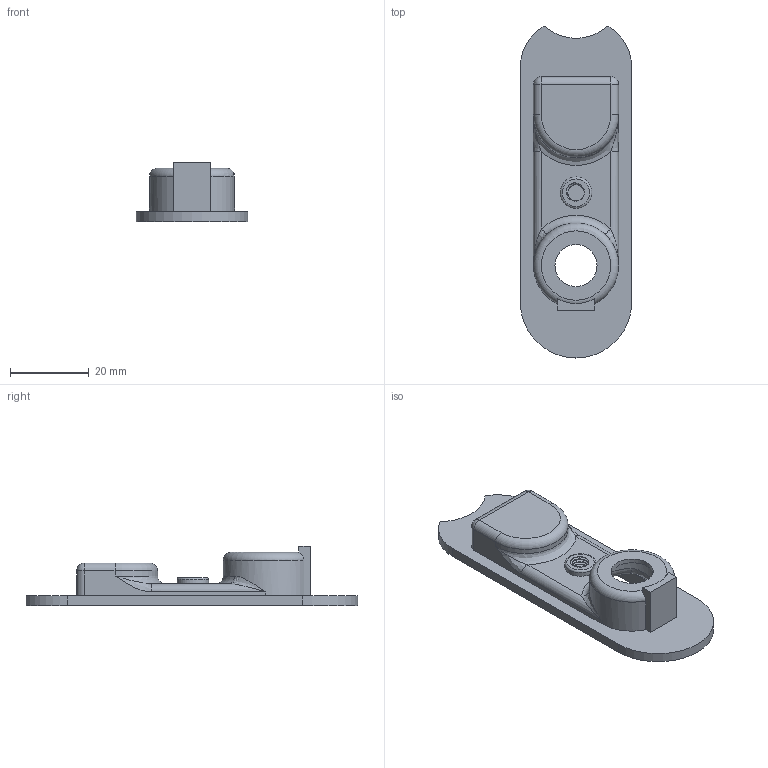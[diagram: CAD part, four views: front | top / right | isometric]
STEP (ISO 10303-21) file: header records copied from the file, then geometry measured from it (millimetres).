
FILE_DESCRIPTION(/* description */ ('STEP AP242','CAx-IF Rec.Pracs.---Representation and Presentation of Product Manufacturing Information (PMI)---4.0---2014-10-13','CAx-IF Rec.Pracs.---3D Tessellated Geometry---0.4---2014-09-14','2;1'),/* implementation_level */ '2;1');
FILE_NAME(/* name */ '61aa8110ff96305fa3b4b6d1',/* time_stamp */ '2021-12-03T20:41:55+00:00',/* author */ (''),/* organization */ (''),/* preprocessor_version */ 'ST-DEVELOPER v18.1',/* originating_system */ ' ',/* authorisation */ ' ');
FILE_SCHEMA (('AP242_MANAGED_MODEL_BASED_3D_ENGINEERING_MIM_LF { 1 0 10303 442 1 1 4 }'));
Length unit declared in the file: metre
Products named in the file (1): LASER
Bounding box: 28.3 x 84.3 x 15 mm (x, y, z)
Volume: 5661.2 mm3; surface area: 7678.5 mm2
Topology: 1 solids, 1 shells, 79 faces, 193 edges, 109 vertices
Faces by surface type: plane 27, cylinder 27, bspline 11, torus 10, sphere 4
Full cylindrical faces by diameter (mm): 8 x2, 10.7 x1, 19.3 x1
Entity records: 3630 total; most frequent: CARTESIAN_POINT 1918, DIRECTION 348, ORIENTED_EDGE 342, EDGE_CURVE 171, AXIS2_PLACEMENT_3D 136, VERTEX_POINT 107, EDGE_LOOP 96, FACE_BOUND 96
